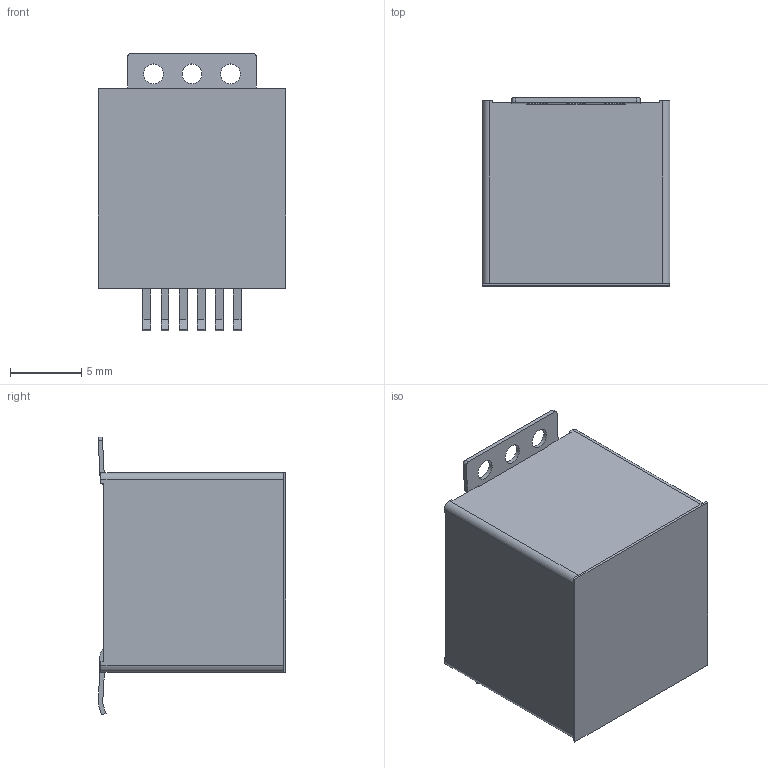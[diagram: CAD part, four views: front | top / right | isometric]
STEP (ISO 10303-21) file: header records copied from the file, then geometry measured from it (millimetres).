
FILE_DESCRIPTION(/* description */ ('Unknown'),/* implementation_level */ '2;1');
FILE_NAME(/* name */ '634106149621',/* time_stamp */ '2017-11-28T11:58:15+01:00',/* author */ ('Unknown'),/* organization */ ('Unknown'),/* preprocessor_version */ 'ST-DEVELOPER v16.7',/* originating_system */ 'DEX',/* authorisation */ $);
FILE_SCHEMA (('AUTOMOTIVE_DESIGN {1 0 10303 214 3 1 1}'));
Length unit declared in the file: millimetre
Products named in the file (11): 634106149621; 634106149621_Housing; 634106149621_Housing2; 634106149621_Mylar; 6341xx149621_Pin_Dt3; 6341xx149621_Pin_Dt1; 6341xx149621_Pin_Gh1; 6341xx149621_Pin_Dt2; 6341xx149621_Pin_Gh2; 6341xx149621_Pin_Gh3; 634106149621_Tab
Assembly tree (10 placements, depth 2):
  634106149621
    634106149621_Housing
    634106149621_Housing2
    634106149621_Mylar
    6341xx149621_Pin_Dt3
    6341xx149621_Pin_Dt1
    6341xx149621_Pin_Gh1
    6341xx149621_Pin_Dt2
    6341xx149621_Pin_Gh2
    6341xx149621_Pin_Gh3
    634106149621_Tab
Bounding box: 13.2 x 13.19 x 19.51 mm (x, y, z)
Volume: 1224.5 mm3; surface area: 2894.7 mm2
Topology: 10 solids, 10 shells, 489 faces, 1404 edges, 933 vertices
Faces by surface type: plane 393, cylinder 96
Full cylindrical faces by diameter (mm): 1.4 x3
Entity records: 17351 total; most frequent: CARTESIAN_POINT 2830, ORIENTED_EDGE 2798, DIRECTION 2581, EDGE_CURVE 1399, LINE 1217, VECTOR 1217, VERTEX_POINT 931, AXIS2_PLACEMENT_3D 682
